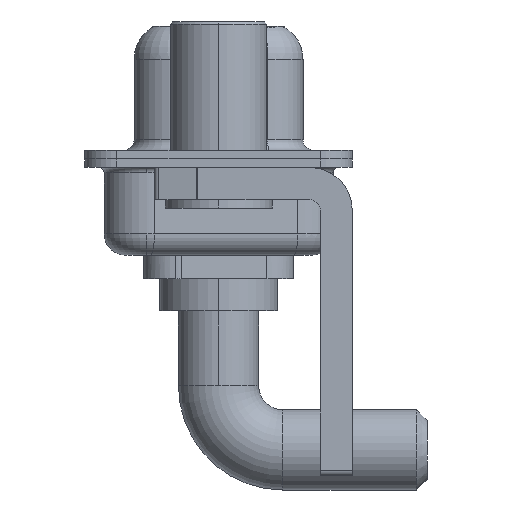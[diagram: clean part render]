
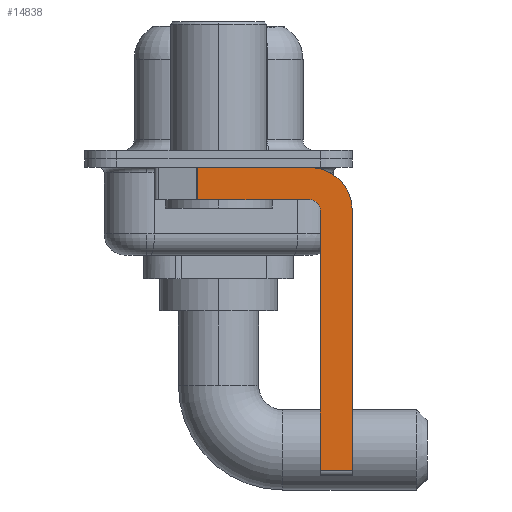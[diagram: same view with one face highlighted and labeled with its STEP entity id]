
A CAD part, left-side view. The second image highlights one B-rep face of the part: STEP entity #14838.
In plain terms, the highlighted planar face has unit normal (-1, 0, 0).
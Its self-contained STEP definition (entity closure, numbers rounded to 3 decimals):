
#76 = VERTEX_POINT ( 'NONE', #1102 ) ;
#605 = DIRECTION ( 'NONE',  ( 0., -1., 0. ) ) ;
#646 = LINE ( 'NONE', #11845, #14724 ) ;
#834 = CARTESIAN_POINT ( 'NONE',  ( -2.9, 0.978, -1.9 ) ) ;
#942 = DIRECTION ( 'NONE',  ( 0., 0., 1. ) ) ;
#1102 = CARTESIAN_POINT ( 'NONE',  ( -2.9, 0.978, -1.9 ) ) ;
#1338 = EDGE_CURVE ( 'NONE', #13496, #13667, #10017, .T. ) ;
#1562 = AXIS2_PLACEMENT_3D ( 'NONE', #4660, #6765, #6840 ) ;
#1769 = ORIENTED_EDGE ( 'NONE', *, *, #6394, .F. ) ;
#1862 = LINE ( 'NONE', #15332, #11291 ) ;
#2232 = EDGE_CURVE ( 'NONE', #3733, #3208, #1862, .T. ) ;
#2609 = ORIENTED_EDGE ( 'NONE', *, *, #3961, .F. ) ;
#3172 = VERTEX_POINT ( 'NONE', #11646 ) ;
#3208 = VERTEX_POINT ( 'NONE', #4761 ) ;
#3250 = ORIENTED_EDGE ( 'NONE', *, *, #11003, .F. ) ;
#3259 = CIRCLE ( 'NONE', #10656, 2. ) ;
#3409 = ORIENTED_EDGE ( 'NONE', *, *, #2232, .T. ) ;
#3733 = VERTEX_POINT ( 'NONE', #4978 ) ;
#3961 = EDGE_CURVE ( 'NONE', #13667, #76, #646, .T. ) ;
#4393 = CARTESIAN_POINT ( 'NONE',  ( -2.9, -4.25, -1.9 ) ) ;
#4639 = ORIENTED_EDGE ( 'NONE', *, *, #9310, .F. ) ;
#4660 = CARTESIAN_POINT ( 'NONE',  ( -2.9, -4.25, -2.4 ) ) ;
#4761 = CARTESIAN_POINT ( 'NONE',  ( -2.9, -6.25, -14.55 ) ) ;
#4978 = CARTESIAN_POINT ( 'NONE',  ( -2.9, -4.75, -14.55 ) ) ;
#5225 = VERTEX_POINT ( 'NONE', #14137 ) ;
#5366 = VECTOR ( 'NONE', #605, 1000. ) ;
#5658 = CARTESIAN_POINT ( 'NONE',  ( -2.9, 3., -0.4 ) ) ;
#5719 = CARTESIAN_POINT ( 'NONE',  ( -2.9, -4.75, -2.4 ) ) ;
#5848 = VECTOR ( 'NONE', #942, 1000. ) ;
#6113 = VECTOR ( 'NONE', #15366, 1000. ) ;
#6394 = EDGE_CURVE ( 'NONE', #3172, #5225, #7988, .T. ) ;
#6660 = DIRECTION ( 'NONE',  ( 0., -1., 0. ) ) ;
#6671 = ORIENTED_EDGE ( 'NONE', *, *, #1338, .F. ) ;
#6765 = DIRECTION ( 'NONE',  ( -1., 0., 0. ) ) ;
#6773 = DIRECTION ( 'NONE',  ( 1., 0., 0. ) ) ;
#6840 = DIRECTION ( 'NONE',  ( 0., 0., 1. ) ) ;
#6905 = FACE_OUTER_BOUND ( 'NONE', #11059, .T. ) ;
#7192 = LINE ( 'NONE', #10705, #5848 ) ;
#7909 = ORIENTED_EDGE ( 'NONE', *, *, #12392, .F. ) ;
#7988 = LINE ( 'NONE', #5658, #5366 ) ;
#8188 = CARTESIAN_POINT ( 'NONE',  ( -2.9, -4.25, -2.4 ) ) ;
#8204 = LINE ( 'NONE', #14013, #6113 ) ;
#8219 = CARTESIAN_POINT ( 'NONE',  ( -2.9, -4.25, -2.4 ) ) ;
#8789 = ORIENTED_EDGE ( 'NONE', *, *, #9279, .T. ) ;
#8977 = VERTEX_POINT ( 'NONE', #13100 ) ;
#9279 = EDGE_CURVE ( 'NONE', #3172, #76, #15531, .T. ) ;
#9310 = EDGE_CURVE ( 'NONE', #5225, #8977, #3259, .T. ) ;
#10017 = CIRCLE ( 'NONE', #1562, 0.5 ) ;
#10572 = DIRECTION ( 'NONE',  ( 0., 0., -1. ) ) ;
#10656 = AXIS2_PLACEMENT_3D ( 'NONE', #8219, #6773, #11561 ) ;
#10705 = CARTESIAN_POINT ( 'NONE',  ( -2.9, -4.75, -14.8 ) ) ;
#11003 = EDGE_CURVE ( 'NONE', #8977, #3208, #8204, .T. ) ;
#11059 = EDGE_LOOP ( 'NONE', ( #1769, #8789, #2609, #6671, #7909, #3409, #3250, #4639 ) ) ;
#11291 = VECTOR ( 'NONE', #6660, 1000. ) ;
#11561 = DIRECTION ( 'NONE',  ( 0., 0., -1. ) ) ;
#11646 = CARTESIAN_POINT ( 'NONE',  ( -2.9, 0.978, -0.4 ) ) ;
#11768 = PLANE ( 'NONE',  #14411 ) ;
#11845 = CARTESIAN_POINT ( 'NONE',  ( -2.9, -4.25, -1.9 ) ) ;
#12392 = EDGE_CURVE ( 'NONE', #3733, #13496, #7192, .T. ) ;
#12765 = DIRECTION ( 'NONE',  ( 0., 0., -1. ) ) ;
#13100 = CARTESIAN_POINT ( 'NONE',  ( -2.9, -6.25, -2.4 ) ) ;
#13496 = VERTEX_POINT ( 'NONE', #5719 ) ;
#13667 = VERTEX_POINT ( 'NONE', #4393 ) ;
#14013 = CARTESIAN_POINT ( 'NONE',  ( -2.9, -6.25, -2.4 ) ) ;
#14137 = CARTESIAN_POINT ( 'NONE',  ( -2.9, -4.25, -0.4 ) ) ;
#14314 = DIRECTION ( 'NONE',  ( 1., 0., 0. ) ) ;
#14411 = AXIS2_PLACEMENT_3D ( 'NONE', #8188, #14314, #10572 ) ;
#14724 = VECTOR ( 'NONE', #15356, 1000. ) ;
#14838 = ADVANCED_FACE ( 'NONE', ( #6905 ), #11768, .F. ) ;
#15240 = VECTOR ( 'NONE', #12765, 1000. ) ;
#15332 = CARTESIAN_POINT ( 'NONE',  ( -2.9, -4.25, -14.55 ) ) ;
#15356 = DIRECTION ( 'NONE',  ( 0., 1., 0. ) ) ;
#15366 = DIRECTION ( 'NONE',  ( 0., 0., -1. ) ) ;
#15531 = LINE ( 'NONE', #834, #15240 ) ;
